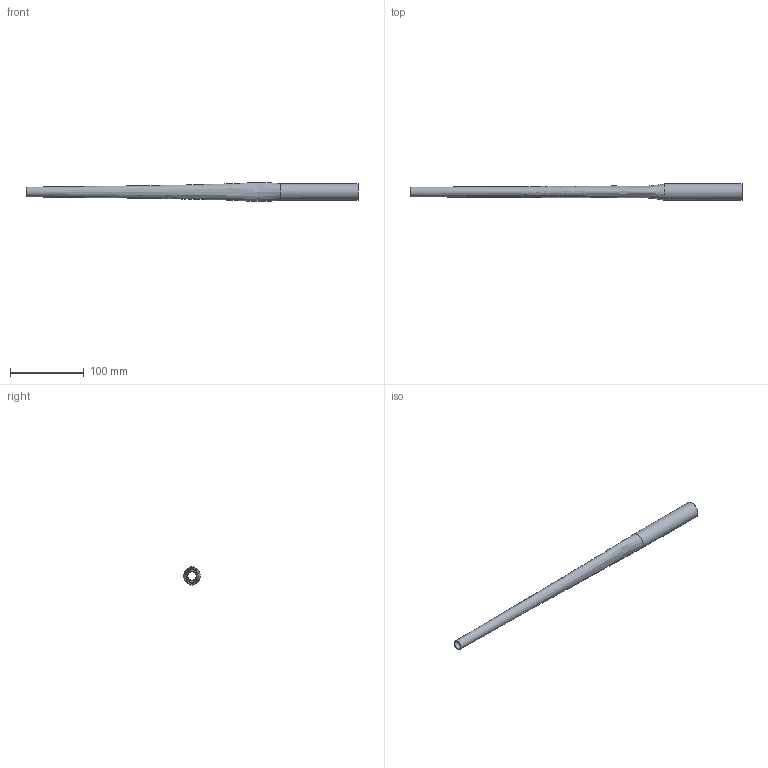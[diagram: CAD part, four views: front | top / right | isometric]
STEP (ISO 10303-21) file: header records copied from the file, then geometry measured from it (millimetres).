
FILE_DESCRIPTION(/* description */ (''),/* implementation_level */ '2;1');
FILE_NAME(/* name */ 'FX5525L.step',/* time_stamp */ '2024-01-15T14:19:57Z',/* author */ (''),/* organization */ (''),/* preprocessor_version */ 'ST-DEVELOPER v20',/* originating_system */ 'Autodesk Translation Framework v12.14.0.127',/* authorisation */ '');
FILE_SCHEMA (('AUTOMOTIVE_DESIGN { 1 0 10303 214 3 1 1 }'));
Length unit declared in the file: millimetre
Products named in the file (1): FX5525L
Bounding box: 450 x 22.2 x 25.7 mm (x, y, z)
Volume: 18528.6 mm3; surface area: 48713.7 mm2
Topology: 1 solids, 1 shells, 6 faces, 18 edges, 14 vertices
Faces by surface type: bspline 2, cylinder 2, plane 2
Full cylindrical faces by diameter (mm): 20.6 x1, 22.2 x1
Entity records: 1082 total; most frequent: CARTESIAN_POINT 873, DIRECTION 38, ORIENTED_EDGE 36, EDGE_CURVE 18, AXIS2_PLACEMENT_3D 18, VERTEX_POINT 14, CIRCLE 13, EDGE_LOOP 8
